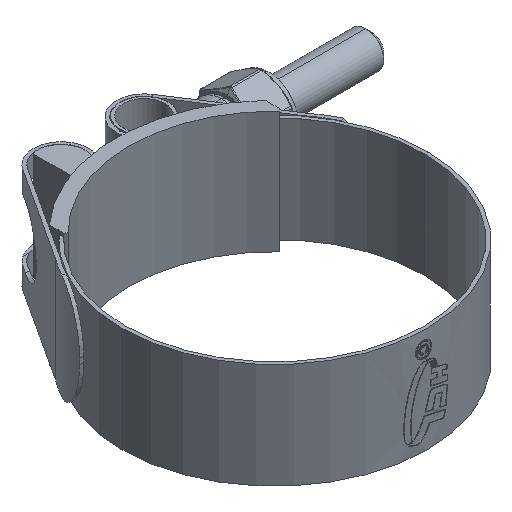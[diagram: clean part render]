
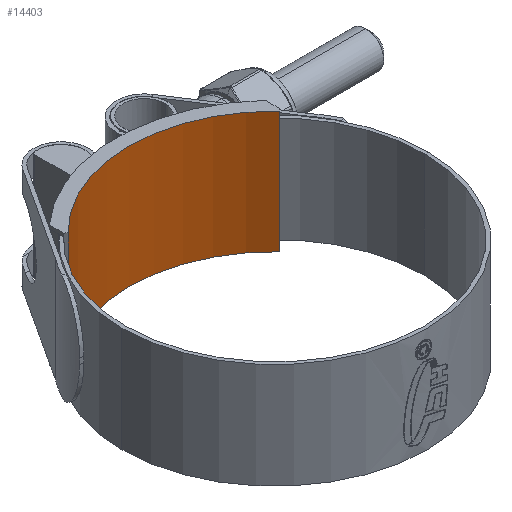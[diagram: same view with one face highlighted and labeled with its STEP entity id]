
A CAD part, isometric view. The second image highlights one B-rep face of the part: STEP entity #14403.
In plain terms, the highlighted cylindrical face has radius 26.39 mm (diameter 52.78 mm), a partial arc.
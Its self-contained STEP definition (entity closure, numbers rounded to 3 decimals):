
#696 = EDGE_CURVE ( 'NONE', #9917, #9280, #12369, .T. ) ;
#845 = CARTESIAN_POINT ( 'NONE',  ( 19.059, 18.253, 10.39 ) ) ;
#1318 = DIRECTION ( 'NONE',  ( 1., 0., 0. ) ) ;
#1411 = EDGE_CURVE ( 'NONE', #5729, #12072, #6907, .T. ) ;
#1555 = CARTESIAN_POINT ( 'NONE',  ( 19.059, 18.253, 11. ) ) ;
#1796 = EDGE_CURVE ( 'NONE', #9917, #5729, #2158, .T. ) ;
#1819 = DIRECTION ( 'NONE',  ( 1., 0., 0. ) ) ;
#1887 = CYLINDRICAL_SURFACE ( 'NONE', #11688, 26.39 ) ;
#2158 = CIRCLE ( 'NONE', #8816, 26.39 ) ;
#2429 = AXIS2_PLACEMENT_3D ( 'NONE', #12537, #9341, #1318 ) ;
#3224 = FACE_OUTER_BOUND ( 'NONE', #12033, .T. ) ;
#4652 = CARTESIAN_POINT ( 'NONE',  ( 0., 0., -11. ) ) ;
#5538 = CARTESIAN_POINT ( 'NONE',  ( 0., 0., 10.39 ) ) ;
#5729 = VERTEX_POINT ( 'NONE', #11047 ) ;
#6620 = DIRECTION ( 'NONE',  ( 0., 0., 1. ) ) ;
#6907 = LINE ( 'NONE', #11282, #9864 ) ;
#7110 = DIRECTION ( 'NONE',  ( 1., 0., 0. ) ) ;
#8417 = VECTOR ( 'NONE', #14578, 1000. ) ;
#8816 = AXIS2_PLACEMENT_3D ( 'NONE', #4652, #9185, #7110 ) ;
#9185 = DIRECTION ( 'NONE',  ( 0., 0., 1. ) ) ;
#9280 = VERTEX_POINT ( 'NONE', #1555 ) ;
#9341 = DIRECTION ( 'NONE',  ( 0., 0., -1. ) ) ;
#9561 = CIRCLE ( 'NONE', #2429, 26.39 ) ;
#9864 = VECTOR ( 'NONE', #6620, 1000. ) ;
#9917 = VERTEX_POINT ( 'NONE', #14115 ) ;
#10209 = CARTESIAN_POINT ( 'NONE',  ( -19.059, 18.253, 11. ) ) ;
#10641 = ORIENTED_EDGE ( 'NONE', *, *, #1411, .F. ) ;
#10936 = ORIENTED_EDGE ( 'NONE', *, *, #1796, .F. ) ;
#11047 = CARTESIAN_POINT ( 'NONE',  ( -19.059, 18.253, -11. ) ) ;
#11282 = CARTESIAN_POINT ( 'NONE',  ( -19.059, 18.253, 10.39 ) ) ;
#11688 = AXIS2_PLACEMENT_3D ( 'NONE', #5538, #12292, #1819 ) ;
#12033 = EDGE_LOOP ( 'NONE', ( #13595, #10641, #10936, #12726 ) ) ;
#12072 = VERTEX_POINT ( 'NONE', #10209 ) ;
#12292 = DIRECTION ( 'NONE',  ( 0., 0., 1. ) ) ;
#12369 = LINE ( 'NONE', #845, #8417 ) ;
#12537 = CARTESIAN_POINT ( 'NONE',  ( 0., 0., 11. ) ) ;
#12726 = ORIENTED_EDGE ( 'NONE', *, *, #696, .T. ) ;
#12968 = EDGE_CURVE ( 'NONE', #12072, #9280, #9561, .T. ) ;
#13595 = ORIENTED_EDGE ( 'NONE', *, *, #12968, .F. ) ;
#14115 = CARTESIAN_POINT ( 'NONE',  ( 19.059, 18.253, -11. ) ) ;
#14403 = ADVANCED_FACE ( 'NONE', ( #3224 ), #1887, .F. ) ;
#14578 = DIRECTION ( 'NONE',  ( 0., 0., 1. ) ) ;
